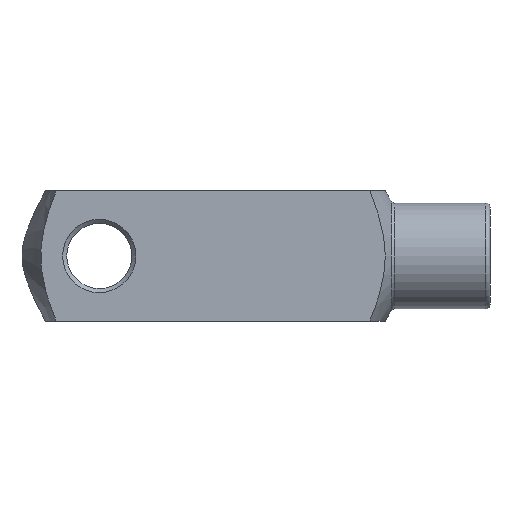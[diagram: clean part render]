
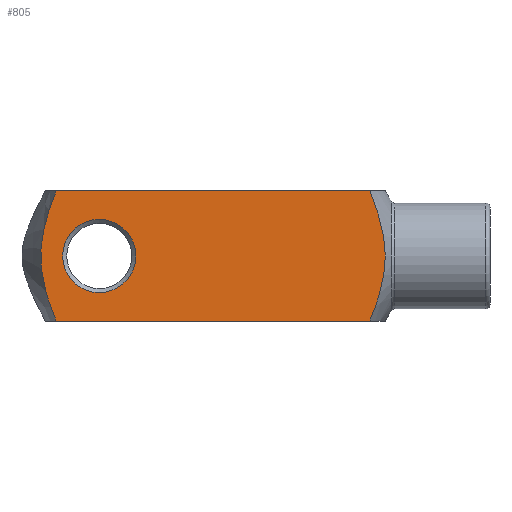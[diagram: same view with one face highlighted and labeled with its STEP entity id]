
A CAD part, left-side view. The second image highlights one B-rep face of the part: STEP entity #805.
In plain terms, the highlighted planar face has unit normal (-1, 0, 0).
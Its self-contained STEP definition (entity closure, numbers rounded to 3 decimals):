
#3 = CARTESIAN_POINT ( 'NONE',  ( -16., 13.602, 6.816 ) ) ;
#7 = CARTESIAN_POINT ( 'NONE',  ( -16., 12.479, -10.834 ) ) ;
#9 = AXIS2_PLACEMENT_3D ( 'NONE', #718, #256, #886 ) ;
#11 = CARTESIAN_POINT ( 'NONE',  ( -16., -69.752, -5.459 ) ) ;
#20 = EDGE_CURVE ( 'NONE', #370, #370, #686, .T. ) ;
#28 = ORIENTED_EDGE ( 'NONE', *, *, #723, .F. ) ;
#31 = CARTESIAN_POINT ( 'NONE',  ( -16., -66.964, 14.721 ) ) ;
#39 = CARTESIAN_POINT ( 'NONE',  ( -16., -68.365, 10.836 ) ) ;
#85 = CARTESIAN_POINT ( 'NONE',  ( -16., 10.555, -16. ) ) ;
#114 = PLANE ( 'NONE',  #342 ) ;
#116 = EDGE_LOOP ( 'NONE', ( #265, #357, #806, #28 ) ) ;
#141 = CARTESIAN_POINT ( 'NONE',  ( -16., 11.572, -13.433 ) ) ;
#146 = VERTEX_POINT ( 'NONE', #277 ) ;
#152 = CARTESIAN_POINT ( 'NONE',  ( -16., 10.555, 16. ) ) ;
#181 = FACE_BOUND ( 'NONE', #775, .T. ) ;
#182 = CARTESIAN_POINT ( 'NONE',  ( -16., -66.442, 16. ) ) ;
#235 = B_SPLINE_CURVE_WITH_KNOTS ( 'NONE', 3,
 ( #152, #633, #432, #707, #437, #3, #368, #646, #850, #714, #283, #374, #445, #780, #710, #507, #7, #141, #649, #85 ),
 .UNSPECIFIED., .F., .F.,
 ( 4, 2, 2, 2, 2, 2, 2, 2, 2, 4 ),
 ( 0.037, 0.041, 0.045, 0.05, 0.054, 0.056, 0.058, 0.062, 0.066, 0.07 ),
 .UNSPECIFIED. ) ;
#243 = LINE ( 'NONE', #522, #617 ) ;
#253 = EDGE_CURVE ( 'NONE', #146, #431, #235, .T. ) ;
#256 = DIRECTION ( 'NONE',  ( 1., 0., 0. ) ) ;
#265 = ORIENTED_EDGE ( 'NONE', *, *, #253, .T. ) ;
#274 = CARTESIAN_POINT ( 'NONE',  ( -16., 10.555, -16. ) ) ;
#277 = CARTESIAN_POINT ( 'NONE',  ( -16., 10.555, 16. ) ) ;
#283 = CARTESIAN_POINT ( 'NONE',  ( -16., 14.355, -1.382 ) ) ;
#289 = CARTESIAN_POINT ( 'NONE',  ( -16., -66.964, -14.721 ) ) ;
#309 = CARTESIAN_POINT ( 'NONE',  ( -16., 9., 0. ) ) ;
#315 = EDGE_CURVE ( 'NONE', #424, #699, #795, .T. ) ;
#331 = CARTESIAN_POINT ( 'NONE',  ( -16., 19., -16. ) ) ;
#335 = FACE_OUTER_BOUND ( 'NONE', #116, .T. ) ;
#342 = AXIS2_PLACEMENT_3D ( 'NONE', #331, #630, #811 ) ;
#356 = DIRECTION ( 'NONE',  ( 0., -1., 0. ) ) ;
#357 = ORIENTED_EDGE ( 'NONE', *, *, #528, .T. ) ;
#358 = CARTESIAN_POINT ( 'NONE',  ( -16., -66.442, -16. ) ) ;
#363 = CARTESIAN_POINT ( 'NONE',  ( -16., -69.312, -7.489 ) ) ;
#366 = LINE ( 'NONE', #562, #859 ) ;
#368 = CARTESIAN_POINT ( 'NONE',  ( -16., 13.887, 5.462 ) ) ;
#370 = VERTEX_POINT ( 'NONE', #309 ) ;
#374 = CARTESIAN_POINT ( 'NONE',  ( -16., 14.252, -2.768 ) ) ;
#395 = CARTESIAN_POINT ( 'NONE',  ( -16., -70.062, 3.461 ) ) ;
#397 = CARTESIAN_POINT ( 'NONE',  ( -16., -70.242, 1.382 ) ) ;
#424 = VERTEX_POINT ( 'NONE', #757 ) ;
#431 = VERTEX_POINT ( 'NONE', #274 ) ;
#432 = CARTESIAN_POINT ( 'NONE',  ( -16., 11.572, 13.433 ) ) ;
#437 = CARTESIAN_POINT ( 'NONE',  ( -16., 12.897, 9.504 ) ) ;
#445 = CARTESIAN_POINT ( 'NONE',  ( -16., 14.175, -3.463 ) ) ;
#463 = CARTESIAN_POINT ( 'NONE',  ( -16., -66.442, 16. ) ) ;
#464 = CARTESIAN_POINT ( 'NONE',  ( -16., -69.476, 6.867 ) ) ;
#497 = CARTESIAN_POINT ( 'NONE',  ( -16., -67.459, -13.433 ) ) ;
#504 = CARTESIAN_POINT ( 'NONE',  ( -16., -68.783, -9.505 ) ) ;
#507 = CARTESIAN_POINT ( 'NONE',  ( -16., 12.89, -9.523 ) ) ;
#522 = CARTESIAN_POINT ( 'NONE',  ( -16., 19., 16. ) ) ;
#527 = CARTESIAN_POINT ( 'NONE',  ( -16., -70.268, -1.372 ) ) ;
#528 = EDGE_CURVE ( 'NONE', #431, #424, #366, .T. ) ;
#533 = CARTESIAN_POINT ( 'NONE',  ( -16., -70.164, -2.74 ) ) ;
#562 = CARTESIAN_POINT ( 'NONE',  ( -16., 19., -16. ) ) ;
#568 = CARTESIAN_POINT ( 'NONE',  ( -16., -68.369, -10.824 ) ) ;
#574 = CARTESIAN_POINT ( 'NONE',  ( -16., -69.472, -6.813 ) ) ;
#592 = CARTESIAN_POINT ( 'NONE',  ( -16., -68.777, 9.525 ) ) ;
#617 = VECTOR ( 'NONE', #721, 1000. ) ;
#630 = DIRECTION ( 'NONE',  ( 1., 0., 0. ) ) ;
#633 = CARTESIAN_POINT ( 'NONE',  ( -16., 11.077, 14.721 ) ) ;
#646 = CARTESIAN_POINT ( 'NONE',  ( -16., 14.277, 2.742 ) ) ;
#649 = CARTESIAN_POINT ( 'NONE',  ( -16., 11.077, -14.72 ) ) ;
#669 = CARTESIAN_POINT ( 'NONE',  ( -16., -69.764, 5.52 ) ) ;
#673 = ORIENTED_EDGE ( 'NONE', *, *, #20, .T. ) ;
#686 = CIRCLE ( 'NONE', #9, 9. ) ;
#699 = VERTEX_POINT ( 'NONE', #463 ) ;
#707 = CARTESIAN_POINT ( 'NONE',  ( -16., 12.482, 10.824 ) ) ;
#710 = CARTESIAN_POINT ( 'NONE',  ( -16., 13.59, -6.866 ) ) ;
#714 = CARTESIAN_POINT ( 'NONE',  ( -16., 14.381, -0.691 ) ) ;
#718 = CARTESIAN_POINT ( 'NONE',  ( -16., 0., 0. ) ) ;
#721 = DIRECTION ( 'NONE',  ( 0., -1., 0. ) ) ;
#722 = CARTESIAN_POINT ( 'NONE',  ( -16., -70.268, 0.692 ) ) ;
#723 = EDGE_CURVE ( 'NONE', #146, #699, #243, .T. ) ;
#757 = CARTESIAN_POINT ( 'NONE',  ( -16., -66.442, -16. ) ) ;
#775 = EDGE_LOOP ( 'NONE', ( #673 ) ) ;
#780 = CARTESIAN_POINT ( 'NONE',  ( -16., 13.877, -5.52 ) ) ;
#794 = CARTESIAN_POINT ( 'NONE',  ( -16., -67.458, 13.434 ) ) ;
#795 = B_SPLINE_CURVE_WITH_KNOTS ( 'NONE', 3,
 ( #358, #289, #497, #568, #504, #363, #574, #11, #881, #533, #527, #722, #397, #865, #395, #669, #464, #592, #39, #794, #31, #182 ),
 .UNSPECIFIED., .F., .F.,
 ( 4, 2, 2, 2, 2, 2, 2, 2, 2, 2, 4 ),
 ( 0.036, 0.041, 0.045, 0.047, 0.049, 0.053, 0.055, 0.057, 0.061, 0.065, 0.07 ),
 .UNSPECIFIED. ) ;
#805 = ADVANCED_FACE ( 'NONE', ( #181, #335 ), #114, .F. ) ;
#806 = ORIENTED_EDGE ( 'NONE', *, *, #315, .T. ) ;
#811 = DIRECTION ( 'NONE',  ( 0., 0., -1. ) ) ;
#850 = CARTESIAN_POINT ( 'NONE',  ( -16., 14.381, 1.374 ) ) ;
#859 = VECTOR ( 'NONE', #356, 1000. ) ;
#865 = CARTESIAN_POINT ( 'NONE',  ( -16., -70.139, 2.766 ) ) ;
#881 = CARTESIAN_POINT ( 'NONE',  ( -16., -69.872, -4.781 ) ) ;
#886 = DIRECTION ( 'NONE',  ( 0., 1., 0. ) ) ;
